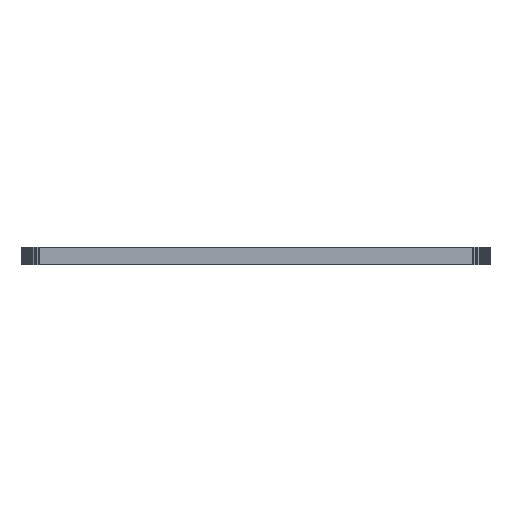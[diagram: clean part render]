
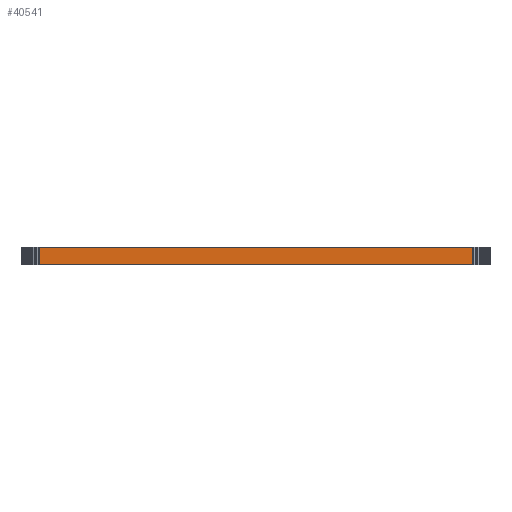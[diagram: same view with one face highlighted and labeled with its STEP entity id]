
A CAD part, left-side view. The second image highlights one B-rep face of the part: STEP entity #40541.
In plain terms, the highlighted planar face has unit normal (-1, 0, 0).
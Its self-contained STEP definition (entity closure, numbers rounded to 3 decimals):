
#2032=PLANE('',#42557);
#3956=FACE_OUTER_BOUND('',#6033,.T.);
#6033=EDGE_LOOP('',(#38515,#38516,#38517,#38518));
#6080=LINE('',#52329,#11759);
#8548=LINE('',#57391,#14227);
#11712=LINE('',#63741,#17391);
#11713=LINE('',#63743,#17392);
#11759=VECTOR('',#42620,10.);
#14227=VECTOR('',#45818,10.);
#17391=VECTOR('',#52200,10.);
#17392=VECTOR('',#52203,10.);
#17520=VERTEX_POINT('',#52326);
#17521=VERTEX_POINT('',#52328);
#19749=VERTEX_POINT('',#57388);
#19750=VERTEX_POINT('',#57390);
#21359=EDGE_CURVE('',#17520,#17521,#6080,.T.);
#23889=EDGE_CURVE('',#19749,#19750,#8548,.T.);
#27064=EDGE_CURVE('',#17520,#19750,#11712,.T.);
#27065=EDGE_CURVE('',#17521,#19749,#11713,.T.);
#38515=ORIENTED_EDGE('',*,*,#27064,.T.);
#38516=ORIENTED_EDGE('',*,*,#23889,.F.);
#38517=ORIENTED_EDGE('',*,*,#27065,.F.);
#38518=ORIENTED_EDGE('',*,*,#21359,.F.);
#40541=ADVANCED_FACE('',(#3956),#2032,.T.);
#42557=AXIS2_PLACEMENT_3D('',#63742,#52201,#52202);
#42620=DIRECTION('',(0.,1.,0.));
#45818=DIRECTION('',(0.,-1.,0.));
#52200=DIRECTION('',(0.,0.,1.));
#52201=DIRECTION('center_axis',(-1.,0.,0.));
#52202=DIRECTION('ref_axis',(0.,-1.,0.));
#52203=DIRECTION('',(0.,0.,1.));
#52326=CARTESIAN_POINT('',(0.095,5.315,-3.5));
#52328=CARTESIAN_POINT('',(0.095,129.312,-3.5));
#52329=CARTESIAN_POINT('',(0.095,5.315,-3.5));
#57388=CARTESIAN_POINT('',(0.095,129.312,1.5));
#57390=CARTESIAN_POINT('',(0.095,5.315,1.5));
#57391=CARTESIAN_POINT('',(0.095,5.315,1.5));
#63741=CARTESIAN_POINT('',(0.095,5.315,0.));
#63742=CARTESIAN_POINT('Origin',(0.095,129.312,0.));
#63743=CARTESIAN_POINT('',(0.095,129.312,0.));
